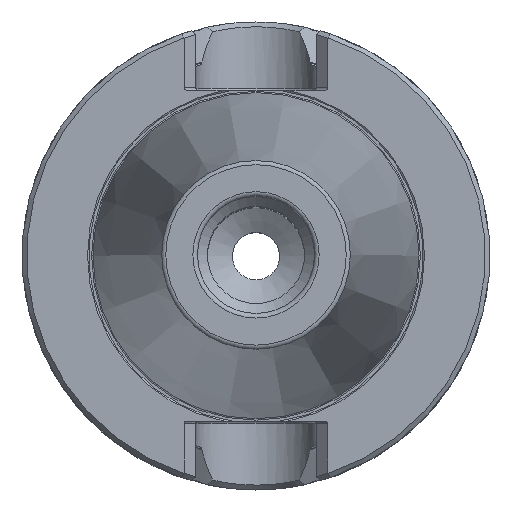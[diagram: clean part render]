
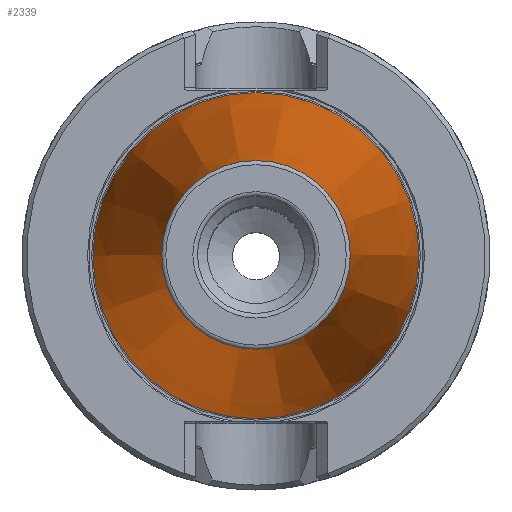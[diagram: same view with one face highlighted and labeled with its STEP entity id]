
A CAD part, top view. The second image highlights one B-rep face of the part: STEP entity #2339.
In plain terms, the highlighted conical face has half-angle 8.297 degrees and reference radius 19.788 mm.
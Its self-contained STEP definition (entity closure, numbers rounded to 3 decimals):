
#233=CONICAL_SURFACE('',#2504,19.788,0.145);
#363=ORIENTED_EDGE('',*,*,#735,.T.);
#364=ORIENTED_EDGE('',*,*,#734,.F.);
#734=EDGE_CURVE('',#941,#941,#1094,.F.);
#735=EDGE_CURVE('',#942,#942,#1095,.F.);
#941=VERTEX_POINT('',#3217);
#942=VERTEX_POINT('',#3220);
#1094=CIRCLE('',#2503,20.154);
#1095=CIRCLE('',#2505,34.849);
#1226=EDGE_LOOP('',(#363));
#1227=EDGE_LOOP('',(#364));
#1396=FACE_BOUND('',#1226,.T.);
#1397=FACE_BOUND('',#1227,.T.);
#2339=ADVANCED_FACE('',(#1396,#1397),#233,.T.);
#2503=AXIS2_PLACEMENT_3D('',#3216,#2800,#2801);
#2504=AXIS2_PLACEMENT_3D('',#3218,#2802,#2803);
#2505=AXIS2_PLACEMENT_3D('',#3219,#2804,#2805);
#2800=DIRECTION('',(0.,0.,-1.));
#2801=DIRECTION('',(-1.,0.,0.));
#2802=DIRECTION('',(0.,0.,-1.));
#2803=DIRECTION('',(-1.,0.,0.));
#2804=DIRECTION('',(0.,0.,-1.));
#2805=DIRECTION('',(-1.,0.,0.));
#3216=CARTESIAN_POINT('',(0.,0.,101.286));
#3217=CARTESIAN_POINT('',(-20.154,0.,101.286));
#3218=CARTESIAN_POINT('',(0.,0.,103.8));
#3219=CARTESIAN_POINT('',(0.,0.,0.524));
#3220=CARTESIAN_POINT('',(-34.849,0.,0.524));
